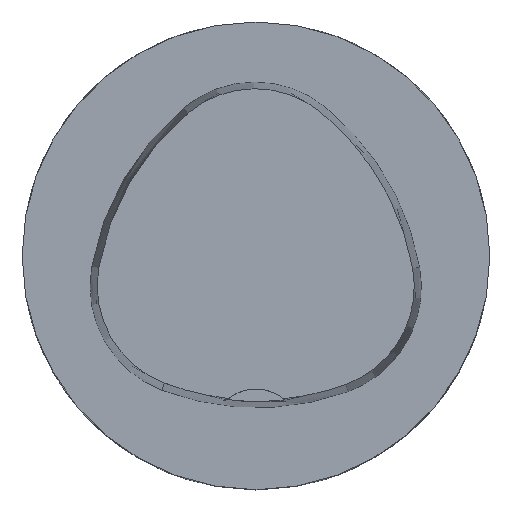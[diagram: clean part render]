
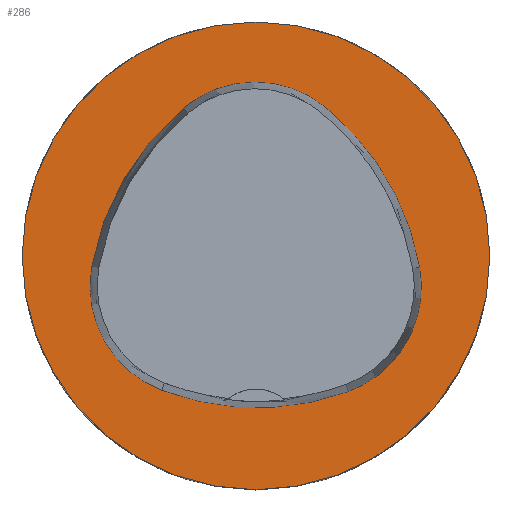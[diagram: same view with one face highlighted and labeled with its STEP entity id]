
A CAD part, top view. The second image highlights one B-rep face of the part: STEP entity #286.
In plain terms, the highlighted planar face has unit normal (0, 0, 1).
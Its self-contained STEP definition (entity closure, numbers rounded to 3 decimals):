
#142=FACE_BOUND('',#535,.T.);
#143=FACE_BOUND('',#536,.T.);
#200=CIRCLE('',#2002,31.5);
#201=CIRCLE('',#2008,36.);
#203=CIRCLE('',#2011,15.);
#205=CIRCLE('',#2014,36.);
#207=CIRCLE('',#2017,15.);
#210=CIRCLE('',#2021,36.);
#213=CIRCLE('',#2025,15.);
#286=ADVANCED_FACE('',(#142,#143),#348,.T.);
#348=PLANE('',#2030);
#535=EDGE_LOOP('',(#1258,#1259,#1260,#1261,#1262,#1263));
#536=EDGE_LOOP('',(#1264));
#1258=ORIENTED_EDGE('',*,*,#1753,.F.);
#1259=ORIENTED_EDGE('',*,*,#1748,.F.);
#1260=ORIENTED_EDGE('',*,*,#1743,.F.);
#1261=ORIENTED_EDGE('',*,*,#1740,.F.);
#1262=ORIENTED_EDGE('',*,*,#1737,.F.);
#1263=ORIENTED_EDGE('',*,*,#1733,.F.);
#1264=ORIENTED_EDGE('',*,*,#1724,.T.);
#1501=VERTEX_POINT('',#3269);
#1510=VERTEX_POINT('',#3288);
#1511=VERTEX_POINT('',#3289);
#1514=VERTEX_POINT('',#3297);
#1516=VERTEX_POINT('',#3303);
#1518=VERTEX_POINT('',#3309);
#1522=VERTEX_POINT('',#3322);
#1724=EDGE_CURVE('',#1501,#1501,#200,.T.);
#1733=EDGE_CURVE('',#1510,#1511,#201,.T.);
#1737=EDGE_CURVE('',#1511,#1514,#203,.T.);
#1740=EDGE_CURVE('',#1514,#1516,#205,.T.);
#1743=EDGE_CURVE('',#1516,#1518,#207,.T.);
#1748=EDGE_CURVE('',#1518,#1522,#210,.T.);
#1753=EDGE_CURVE('',#1522,#1510,#213,.T.);
#2002=AXIS2_PLACEMENT_3D('',#3268,#2438,#2439);
#2008=AXIS2_PLACEMENT_3D('',#3287,#2454,#2455);
#2011=AXIS2_PLACEMENT_3D('',#3296,#2462,#2463);
#2014=AXIS2_PLACEMENT_3D('',#3302,#2469,#2470);
#2017=AXIS2_PLACEMENT_3D('',#3308,#2476,#2477);
#2021=AXIS2_PLACEMENT_3D('',#3321,#2485,#2486);
#2025=AXIS2_PLACEMENT_3D('',#3334,#2494,#2495);
#2030=AXIS2_PLACEMENT_3D('',#3339,#2504,#2505);
#2438=DIRECTION('',(0.,0.,1.));
#2439=DIRECTION('',(1.,0.,0.));
#2454=DIRECTION('',(0.,0.,1.));
#2455=DIRECTION('',(1.,0.,0.));
#2462=DIRECTION('',(0.,0.,1.));
#2463=DIRECTION('',(1.,0.,0.));
#2469=DIRECTION('',(0.,0.,1.));
#2470=DIRECTION('',(1.,0.,0.));
#2476=DIRECTION('',(0.,0.,1.));
#2477=DIRECTION('',(1.,0.,0.));
#2485=DIRECTION('',(0.,0.,1.));
#2486=DIRECTION('',(1.,0.,0.));
#2494=DIRECTION('',(0.,0.,1.));
#2495=DIRECTION('',(1.,0.,0.));
#2504=DIRECTION('',(0.,0.,1.));
#2505=DIRECTION('',(-1.,0.,0.));
#3268=CARTESIAN_POINT('',(0.,0.,0.));
#3269=CARTESIAN_POINT('',(31.5,0.,0.));
#3287=CARTESIAN_POINT('',(-13.398,-7.893,0.));
#3288=CARTESIAN_POINT('',(22.041,-1.562,0.));
#3289=CARTESIAN_POINT('',(9.317,20.036,0.));
#3296=CARTESIAN_POINT('',(-0.148,8.399,0.));
#3297=CARTESIAN_POINT('',(-9.779,19.898,0.));
#3302=CARTESIAN_POINT('',(13.337,-7.7,0.));
#3303=CARTESIAN_POINT('',(-22.122,-1.48,0.));
#3308=CARTESIAN_POINT('',(-7.347,-4.071,0.));
#3309=CARTESIAN_POINT('',(-12.693,-18.087,0.));
#3321=CARTESIAN_POINT('',(0.137,15.55,0.));
#3322=CARTESIAN_POINT('',(12.373,-18.307,0.));
#3334=CARTESIAN_POINT('',(7.275,-4.2,0.));
#3339=CARTESIAN_POINT('',(0.,0.,0.));
